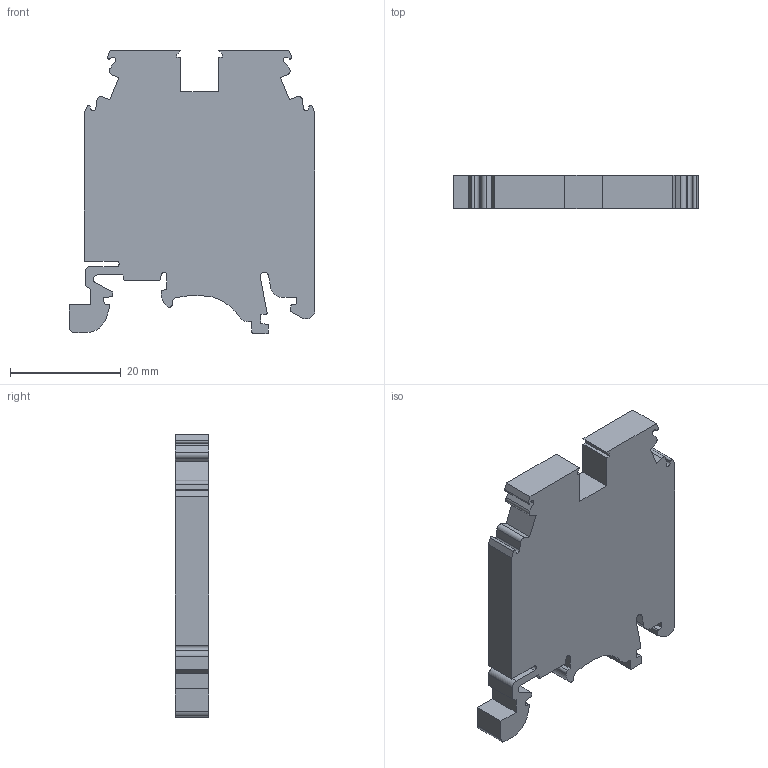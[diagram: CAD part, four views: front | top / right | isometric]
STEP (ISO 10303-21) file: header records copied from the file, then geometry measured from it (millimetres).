
FILE_DESCRIPTION(/* description */ ('Unknown'),/* implementation_level */ '2;1');
FILE_NAME(/* name */ '6KUT4NTCKH-CH',/* time_stamp */ '2016-11-21T14:01:26+06:00',/* author */ ('Unknown'),/* organization */ ('Unknown'),/* preprocessor_version */ 'ST-DEVELOPER v16',/* originating_system */ 'DEX',/* authorisation */ $);
FILE_SCHEMA (('AUTOMOTIVE_DESIGN {1 0 10303 214 3 1 1}'));
Length unit declared in the file: millimetre
Products named in the file (1): 6KUT4NTCKH-CH
Bounding box: 44.25 x 6 x 51 mm (x, y, z)
Volume: 10344.7 mm3; surface area: 5108.1 mm2
Topology: 1 solids, 1 shells, 103 faces, 303 edges, 202 vertices
Faces by surface type: plane 69, cylinder 34
Entity records: 3456 total; most frequent: CARTESIAN_POINT 612, ORIENTED_EDGE 606, DIRECTION 578, EDGE_CURVE 303, LINE 234, VECTOR 234, VERTEX_POINT 202, AXIS2_PLACEMENT_3D 172
